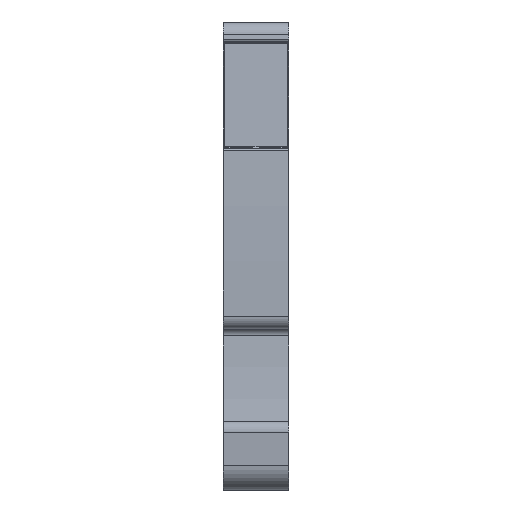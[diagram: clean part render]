
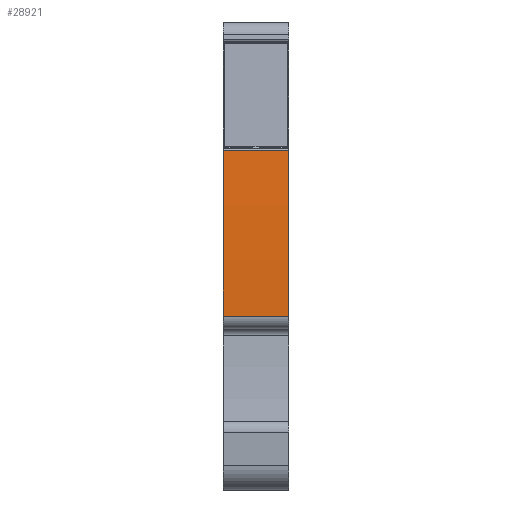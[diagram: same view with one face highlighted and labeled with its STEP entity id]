
A CAD part, front view. The second image highlights one B-rep face of the part: STEP entity #28921.
In plain terms, the highlighted cylindrical face has radius 154.9 mm (diameter 309.8 mm), a partial arc.
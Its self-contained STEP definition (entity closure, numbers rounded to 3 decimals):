
#8535=AXIS2_PLACEMENT_3D('Cylinder Axis2P3D',#8532,#8533,#8534) ;
#22373=AXIS2_PLACEMENT_3D('Circle Axis2P3D',#22371,#22372,$) ;
#22380=AXIS2_PLACEMENT_3D('Circle Axis2P3D',#22378,#22379,$) ;
#28911=AXIS2_PLACEMENT_3D('Circle Axis2P3D',#28909,#28910,$) ;
#8532=CARTESIAN_POINT('Axis2P3D Location',(2.55,156.386,17.05)) ;
#22368=CARTESIAN_POINT('Vertex',(0.,1.529,13.427)) ;
#22371=CARTESIAN_POINT('Axis2P3D Location',(0.,2.529,13.45)) ;
#22375=CARTESIAN_POINT('Vertex',(0.,1.528,13.45)) ;
#22378=CARTESIAN_POINT('Axis2P3D Location',(0.,156.386,17.05)) ;
#22382=CARTESIAN_POINT('Vertex',(0.,1.761,26.266)) ;
#28883=CARTESIAN_POINT('Line Origine',(3.99,1.529,13.427)) ;
#28887=CARTESIAN_POINT('Vertex',(5.05,1.529,13.427)) ;
#28902=CARTESIAN_POINT('Line Origine',(2.55,1.761,26.266)) ;
#28906=CARTESIAN_POINT('Vertex',(5.05,1.761,26.266)) ;
#28909=CARTESIAN_POINT('Axis2P3D Location',(5.05,156.386,17.05)) ;
#8533=DIRECTION('Axis2P3D Direction',(1.,0.,0.)) ;
#8534=DIRECTION('Axis2P3D XDirection',(0.,-0.993,0.118)) ;
#22372=DIRECTION('Axis2P3D Direction',(1.,0.,0.)) ;
#22379=DIRECTION('Axis2P3D Direction',(1.,0.,0.)) ;
#28884=DIRECTION('Vector Direction',(1.,0.,0.)) ;
#28903=DIRECTION('Vector Direction',(1.,0.,0.)) ;
#28910=DIRECTION('Axis2P3D Direction',(1.,0.,0.)) ;
#28885=VECTOR('Line Direction',#28884,1.) ;
#28904=VECTOR('Line Direction',#28903,1.) ;
#28915=ORIENTED_EDGE('',*,*,#28908,.F.) ;
#28916=ORIENTED_EDGE('',*,*,#22384,.T.) ;
#28917=ORIENTED_EDGE('',*,*,#22377,.T.) ;
#28918=ORIENTED_EDGE('',*,*,#28889,.T.) ;
#28919=ORIENTED_EDGE('',*,*,#28913,.T.) ;
#28921=ADVANCED_FACE('MLD_1',(#28920),#8536,.T.) ;
#22374=CIRCLE('generated circle',#22373,1.) ;
#22381=CIRCLE('generated circle',#22380,154.9) ;
#28912=CIRCLE('generated circle',#28911,154.9) ;
#8536=CYLINDRICAL_SURFACE('generated cylinder',#8535,154.9) ;
#22377=EDGE_CURVE('',#22376,#22369,#22374,.T.) ;
#22384=EDGE_CURVE('',#22383,#22376,#22381,.T.) ;
#28889=EDGE_CURVE('',#22369,#28888,#28886,.T.) ;
#28908=EDGE_CURVE('',#22383,#28907,#28905,.T.) ;
#28913=EDGE_CURVE('',#28888,#28907,#28912,.F.) ;
#28914=EDGE_LOOP('',(#28915,#28916,#28917,#28918,#28919)) ;
#28920=FACE_OUTER_BOUND('',#28914,.T.) ;
#28886=LINE('Line',#28883,#28885) ;
#28905=LINE('Line',#28902,#28904) ;
#22369=VERTEX_POINT('',#22368) ;
#22376=VERTEX_POINT('',#22375) ;
#22383=VERTEX_POINT('',#22382) ;
#28888=VERTEX_POINT('',#28887) ;
#28907=VERTEX_POINT('',#28906) ;
